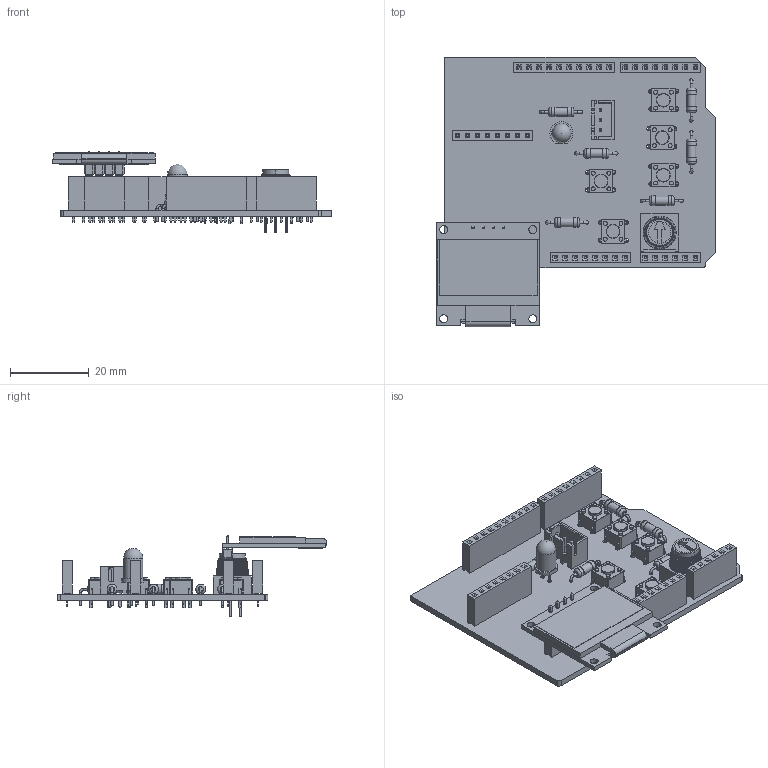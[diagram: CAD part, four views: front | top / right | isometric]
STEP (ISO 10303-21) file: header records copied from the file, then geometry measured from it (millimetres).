
FILE_DESCRIPTION(('KiCad electronic assembly'),'2;1');
FILE_NAME('project1.step','2025-02-03T18:02:07',('Pcbnew'),('Kicad'), 'Open CASCADE STEP processor 7.8','KiCad to STEP converter','Unknown' );
FILE_SCHEMA(('AUTOMOTIVE_DESIGN { 1 0 10303 214 1 1 1 1 }'));
Length unit declared in the file: millimetre
Products named in the file (22): project1 1; PinSocket_1x08_P2.54mm_Vertical; PinSocket_1x06_P2.54mm_Vertical; PinSocket_1x10_P2.54mm_Vertical; SW_PUSH_6mm; R_Axial_DIN0207_L6.3mm_D2.5mm_P10.16mm_Horizontal; R_Axial_DIN0207_L63mm_D25mm_P1016mm_Horizontal; JST_XH_B3B-XH-A_1x03_P2.50mm_Vertical; JST_B3B_XH_A; 10 kÎ© Breadboard Trim Potentiometer with Knob; 10 KILO-OHM BREADBOARD TRIM POTENTIOMETER WITH KNOB; PinSocket_1x04_P2.54mm_Vertical; OLED TEMU 0.96 in; LED_D5.0mm; _autosave-project1_PCB
Assembly tree (32 placements, depth 3):
  project1 1
    PinSocket_1x08_P2.54mm_Vertical  x3
      PinSocket_1x08_P2.54mm_Vertical
    PinSocket_1x06_P2.54mm_Vertical
      PinSocket_1x06_P2.54mm_Vertical
    PinSocket_1x10_P2.54mm_Vertical
      PinSocket_1x10_P2.54mm_Vertical
    SW_PUSH_6mm  x5
      SW_PUSH_6mm
    R_Axial_DIN0207_L6.3mm_D2.5mm_P10.16mm_Horizontal  x6
      R_Axial_DIN0207_L63mm_D25mm_P1016mm_Horizontal
    JST_XH_B3B-XH-A_1x03_P2.50mm_Vertical
      JST_B3B_XH_A
    10 kÎ© Breadboard Trim Potentiometer with Knob
      10 KILO-OHM BREADBOARD TRIM POTENTIOMETER WITH KNOB
    PinSocket_1x04_P2.54mm_Vertical
      PinSocket_1x04_P2.54mm_Vertical
    OLED TEMU 0.96 in
      OLED TEMU 0.96 in
    LED_D5.0mm
      LED_D5.0mm
    _autosave-project1_PCB
Bounding box: 70.65 x 68.24 x 20.6 mm (x, y, z)
Volume: 11464.8 mm3; surface area: 16582.6 mm2
Topology: 28 solids, 28 shells, 2539 faces, 6650 edges, 4318 vertices
Faces by surface type: plane 2020, cylinder 369, torus 89, cone 60, sphere 1
Full cylindrical faces by diameter (mm): 0.6 x28, 0.8 x15, 0.9 x2, 0.95 x3, 1 x64, 1.1 x20, 2 x4, 2.25 x6, 2.5 x12, 3.5 x5, 4.9 x1
Entity records: 58616 total; most frequent: CARTESIAN_POINT 10501, ORIENTED_EDGE 8540, DIRECTION 7951, EDGE_CURVE 4270, LINE 3595, VECTOR 3595, VERTEX_POINT 2786, AXIS2_PLACEMENT_3D 2178
